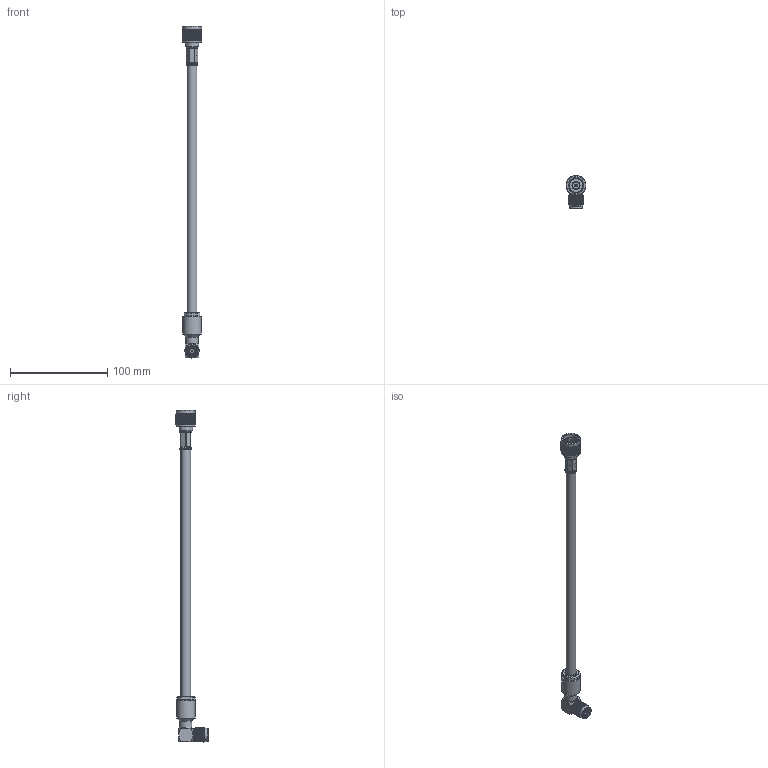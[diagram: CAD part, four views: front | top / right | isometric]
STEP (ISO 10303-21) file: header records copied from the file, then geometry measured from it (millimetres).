
FILE_DESCRIPTION (( 'STEP AP203' ), '1' );
FILE_NAME ('PE37412_3D.step', '2021-12-08T21:23:09', ( '' ), ( '' ), 'SwSTEP 2.0', 'SolidWorks 2021', '' );
FILE_SCHEMA (( 'CONFIG_CONTROL_DESIGN' ));
Length unit declared in the file: inch
Products named in the file (4): RG393U^PE37412_RG393; PE4146^PE37412; PE4048^PE37412_Crimped; PE37412_3D
Assembly tree (3 placements, depth 2):
  PE37412_3D
    RG393U^PE37412_RG393
    PE4048^PE37412_Crimped
    PE4146^PE37412
Bounding box: 20.32 x 33.06 x 340.68 mm (x, y, z)
Volume: 36401.2 mm3; surface area: 18149.1 mm2
Topology: 4 solids, 4 shells, 5362 faces, 11341 edges, 6004 vertices
Faces by surface type: bspline 4169, cylinder 1061, plane 92, cone 37, torus 3
Full cylindrical faces by diameter (mm): 1.27 x1, 1.524 x1, 1.905 x1, 2.794 x1, 5.08 x1, 6.985 x1, 7.493 x1, 7.569 x1, 8.255 x1, 9.5 x1, 9.906 x1, 11.112 x6, 11.234 x1, 11.3 x1, 12.25 x1, 12.268 x2, 12.543 x1, 13.513 x2, 13.792 x1, 15.875 x5, 15.9 x1, 19 x1, 19.715 x2
Entity records: 207406 total; most frequent: CARTESIAN_POINT 139395, ORIENTED_EDGE 22492, EDGE_CURVE 11246, VERTEX_POINT 5967, EDGE_LOOP 5417, FACE_OUTER_BOUND 5381, ADVANCED_FACE 5351, B_SPLINE_CURVE_WITH_KNOTS 4898
